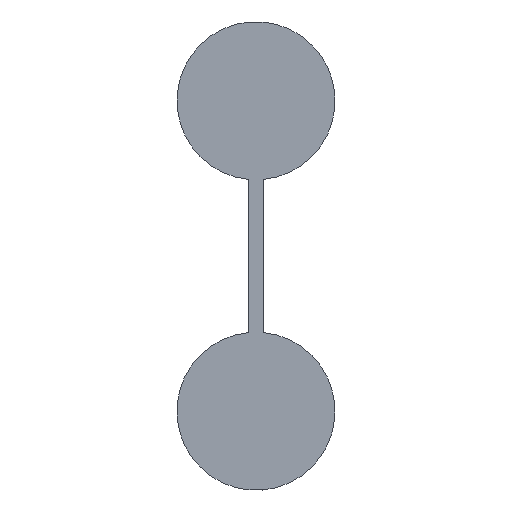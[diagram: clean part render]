
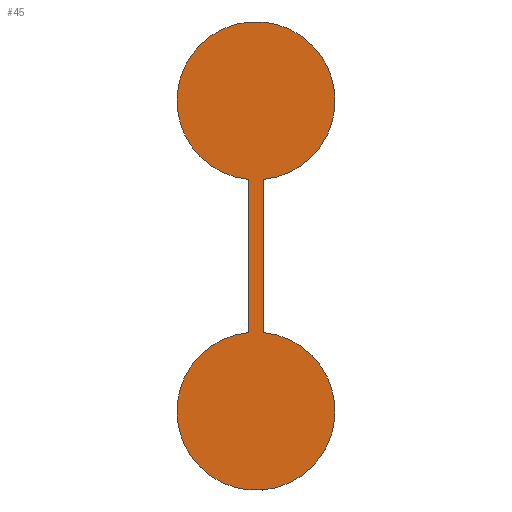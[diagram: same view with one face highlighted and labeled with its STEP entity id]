
A CAD part, left-side view. The second image highlights one B-rep face of the part: STEP entity #45.
In plain terms, the highlighted planar face has unit normal (-1, 0, 0).
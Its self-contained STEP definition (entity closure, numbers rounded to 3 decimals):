
#45=ADVANCED_FACE('',(#85),#86,.F.);
#85=FACE_OUTER_BOUND('',#117,.T.);
#86=PLANE('',#118);
#117=EDGE_LOOP('',(#173,#174,#175,#176,#177,#178));
#118=AXIS2_PLACEMENT_3D('',#179,#180,#181);
#173=ORIENTED_EDGE('',*,*,#197,.F.);
#174=ORIENTED_EDGE('',*,*,#206,.F.);
#175=ORIENTED_EDGE('',*,*,#208,.F.);
#176=ORIENTED_EDGE('',*,*,#202,.F.);
#177=ORIENTED_EDGE('',*,*,#213,.F.);
#178=ORIENTED_EDGE('',*,*,#215,.F.);
#179=CARTESIAN_POINT('',(0.0,0.,-27.5));
#180=DIRECTION('',(1.0,0.0,0.0));
#181=DIRECTION('',(0.0,1.0,0.0));
#197=EDGE_CURVE('',#226,#222,#228,.T.);
#202=EDGE_CURVE('',#235,#231,#237,.T.);
#206=EDGE_CURVE('',#241,#226,#243,.T.);
#208=EDGE_CURVE('',#231,#241,#245,.T.);
#213=EDGE_CURVE('',#250,#235,#252,.T.);
#215=EDGE_CURVE('',#222,#250,#254,.T.);
#222=VERTEX_POINT('',#261);
#226=VERTEX_POINT('',#266);
#228=CIRCLE('',#269,14.0);
#231=VERTEX_POINT('',#272);
#235=VERTEX_POINT('',#277);
#237=CIRCLE('',#280,14.0);
#241=VERTEX_POINT('',#285);
#243=LINE('',#288,#289);
#245=CIRCLE('',#291,14.0);
#250=VERTEX_POINT('',#297);
#252=LINE('',#300,#301);
#254=CIRCLE('',#303,14.0);
#261=CARTESIAN_POINT('',(0.0,-1.25,13.944));
#266=CARTESIAN_POINT('',(0.0,1.25,-13.944));
#269=AXIS2_PLACEMENT_3D('',#313,#314,#315);
#272=CARTESIAN_POINT('',(0.0,1.25,-68.944));
#277=CARTESIAN_POINT('',(0.0,-1.25,-41.056));
#280=AXIS2_PLACEMENT_3D('',#321,#322,#323);
#285=CARTESIAN_POINT('',(0.0,1.25,-41.056));
#288=CARTESIAN_POINT('',(0.0,1.25,-41.056));
#289=VECTOR('',#326,1.0);
#291=AXIS2_PLACEMENT_3D('',#327,#328,#329);
#297=CARTESIAN_POINT('',(0.0,-1.25,-13.944));
#300=CARTESIAN_POINT('',(0.0,-1.25,-13.944));
#301=VECTOR('',#335,1.0);
#303=AXIS2_PLACEMENT_3D('',#336,#337,#338);
#313=CARTESIAN_POINT('',(0.0,0.,0.));
#314=DIRECTION('',(1.0,0.0,0.0));
#315=DIRECTION('',(0.0,0.089,-0.996));
#321=CARTESIAN_POINT('',(0.0,0.,-55.));
#322=DIRECTION('',(1.0,0.0,0.0));
#323=DIRECTION('',(0.0,-0.089,0.996));
#326=DIRECTION('',(0.0,0.0,1.0));
#327=CARTESIAN_POINT('',(0.0,0.,-55.));
#328=DIRECTION('',(1.0,0.0,0.0));
#329=DIRECTION('',(0.0,-0.089,0.996));
#335=DIRECTION('',(0.0,0.0,-1.0));
#336=CARTESIAN_POINT('',(0.0,0.,0.));
#337=DIRECTION('',(1.0,0.0,0.0));
#338=DIRECTION('',(0.0,0.089,-0.996));
